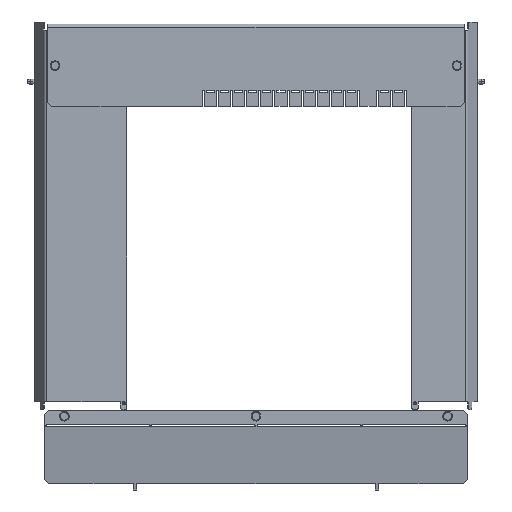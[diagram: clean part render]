
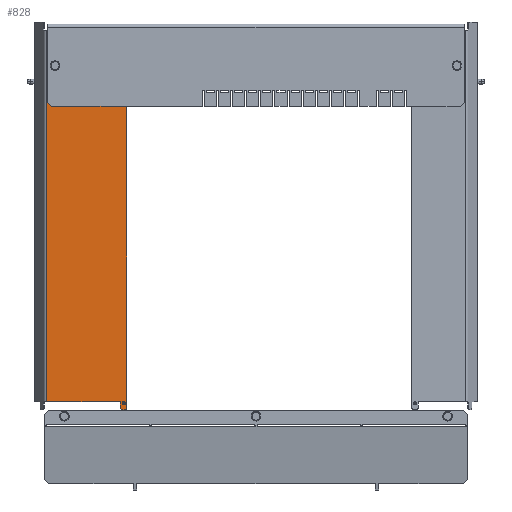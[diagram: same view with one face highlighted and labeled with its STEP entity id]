
A CAD part, top view. The second image highlights one B-rep face of the part: STEP entity #828.
In plain terms, the highlighted planar face has unit normal (0, 0, 1).
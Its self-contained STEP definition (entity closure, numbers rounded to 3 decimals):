
#828=ADVANCED_FACE('',(#1759,#1760,#1761),#1762,.T.);
#1759=FACE_OUTER_BOUND('',#2942,.T.);
#1760=FACE_BOUND('',#2943,.T.);
#1761=FACE_BOUND('',#2944,.T.);
#1762=PLANE('',#2945);
#2942=EDGE_LOOP('',(#4595,#4596,#4597,#4598,#4599,#4600,#4601,#4602,#4603,#4604,#4605,#4606,#4607));
#2943=EDGE_LOOP('',(#4608,#4609));
#2944=EDGE_LOOP('',(#4610,#4611));
#2945=AXIS2_PLACEMENT_3D('',#4612,#4613,#4614);
#4595=ORIENTED_EDGE('',*,*,#7586,.T.);
#4596=ORIENTED_EDGE('',*,*,#7596,.T.);
#4597=ORIENTED_EDGE('',*,*,#7616,.F.);
#4598=ORIENTED_EDGE('',*,*,#7617,.T.);
#4599=ORIENTED_EDGE('',*,*,#7618,.T.);
#4600=ORIENTED_EDGE('',*,*,#7619,.T.);
#4601=ORIENTED_EDGE('',*,*,#7620,.T.);
#4602=ORIENTED_EDGE('',*,*,#7621,.T.);
#4603=ORIENTED_EDGE('',*,*,#7622,.T.);
#4604=ORIENTED_EDGE('',*,*,#7623,.T.);
#4605=ORIENTED_EDGE('',*,*,#7624,.T.);
#4606=ORIENTED_EDGE('',*,*,#7614,.T.);
#4607=ORIENTED_EDGE('',*,*,#7625,.T.);
#4608=ORIENTED_EDGE('',*,*,#7548,.T.);
#4609=ORIENTED_EDGE('',*,*,#7626,.T.);
#4610=ORIENTED_EDGE('',*,*,#7627,.T.);
#4611=ORIENTED_EDGE('',*,*,#7563,.T.);
#4612=CARTESIAN_POINT('',(33.016,109.451,36.338));
#4613=DIRECTION('',(0.0,0.0,1.0));
#4614=DIRECTION('',(1.0,0.0,0.0));
#7548=EDGE_CURVE('',#9020,#9024,#9026,.T.);
#7563=EDGE_CURVE('',#9047,#9051,#9053,.T.);
#7586=EDGE_CURVE('',#9092,#9093,#9094,.T.);
#7596=EDGE_CURVE('',#9093,#9108,#9110,.T.);
#7614=EDGE_CURVE('',#9136,#9138,#9140,.T.);
#7616=EDGE_CURVE('',#9142,#9108,#9143,.T.);
#7617=EDGE_CURVE('',#9142,#9144,#9145,.T.);
#7618=EDGE_CURVE('',#9144,#9146,#9147,.T.);
#7619=EDGE_CURVE('',#9146,#9148,#9149,.T.);
#7620=EDGE_CURVE('',#9148,#9150,#9151,.T.);
#7621=EDGE_CURVE('',#9150,#9152,#9153,.T.);
#7622=EDGE_CURVE('',#9152,#9154,#9155,.T.);
#7623=EDGE_CURVE('',#9154,#9156,#9157,.T.);
#7624=EDGE_CURVE('',#9156,#9136,#9158,.T.);
#7625=EDGE_CURVE('',#9138,#9092,#9159,.T.);
#7626=EDGE_CURVE('',#9024,#9020,#9160,.T.);
#7627=EDGE_CURVE('',#9051,#9047,#9161,.T.);
#9020=VERTEX_POINT('',#11126);
#9024=VERTEX_POINT('',#11131);
#9026=CIRCLE('',#11134,2.7);
#9047=VERTEX_POINT('',#11159);
#9051=VERTEX_POINT('',#11164);
#9053=CIRCLE('',#11167,2.0);
#9092=VERTEX_POINT('',#11220);
#9093=VERTEX_POINT('',#11221);
#9094=CIRCLE('',#11222,3.0);
#9108=VERTEX_POINT('',#11241);
#9110=LINE('',#11243,#11244);
#9136=VERTEX_POINT('',#11278);
#9138=VERTEX_POINT('',#11281);
#9140=LINE('',#11284,#11285);
#9142=VERTEX_POINT('',#11287);
#9143=LINE('',#11288,#11289);
#9144=VERTEX_POINT('',#11290);
#9145=LINE('',#11291,#11292);
#9146=VERTEX_POINT('',#11293);
#9147=LINE('',#11294,#11295);
#9148=VERTEX_POINT('',#11296);
#9149=CIRCLE('',#11297,3.0);
#9150=VERTEX_POINT('',#11298);
#9151=LINE('',#11299,#11300);
#9152=VERTEX_POINT('',#11301);
#9153=CIRCLE('',#11302,3.);
#9154=VERTEX_POINT('',#11303);
#9155=LINE('',#11304,#11305);
#9156=VERTEX_POINT('',#11306);
#9157=CIRCLE('',#11307,3.);
#9158=LINE('',#11308,#11309);
#9159=LINE('',#11310,#11311);
#9160=CIRCLE('',#11312,2.7);
#9161=CIRCLE('',#11313,2.0);
#11126=CARTESIAN_POINT('',(37.21,525.951,36.338));
#11131=CARTESIAN_POINT('',(31.81,525.951,36.338));
#11134=AXIS2_PLACEMENT_3D('',#13756,#13757,#13758);
#11159=CARTESIAN_POINT('',(121.5,107.451,36.338));
#11164=CARTESIAN_POINT('',(117.5,107.451,36.338));
#11167=AXIS2_PLACEMENT_3D('',#13780,#13781,#13782);
#11220=CARTESIAN_POINT('',(42.0,566.951,36.338));
#11221=CARTESIAN_POINT('',(39.0,569.951,36.338));
#11222=AXIS2_PLACEMENT_3D('',#13809,#13810,#13811);
#11241=CARTESIAN_POINT('',(24.031,569.951,36.338));
#11243=CARTESIAN_POINT('',(33.058,569.951,36.338));
#11244=VECTOR('',#13826,1.0);
#11278=CARTESIAN_POINT('',(52.,485.451,36.338));
#11281=CARTESIAN_POINT('',(42.0,495.451,36.338));
#11284=CARTESIAN_POINT('',(47.303,490.147,36.338));
#11285=VECTOR('',#13852,1.0);
#11287=CARTESIAN_POINT('',(24.031,109.451,36.338));
#11288=CARTESIAN_POINT('',(24.031,109.451,36.338));
#11289=VECTOR('',#13853,1.0);
#11290=CARTESIAN_POINT('',(115.5,109.451,36.338));
#11291=CARTESIAN_POINT('',(24.031,109.451,36.338));
#11292=VECTOR('',#13854,1.0);
#11293=CARTESIAN_POINT('',(115.5,102.451,36.338));
#11294=CARTESIAN_POINT('',(115.5,482.451,36.338));
#11295=VECTOR('',#13855,1.0);
#11296=CARTESIAN_POINT('',(118.5,99.451,36.338));
#11297=AXIS2_PLACEMENT_3D('',#13856,#13857,#13858);
#11298=CARTESIAN_POINT('',(120.5,99.451,36.338));
#11299=CARTESIAN_POINT('',(118.5,99.451,36.338));
#11300=VECTOR('',#13859,1.0);
#11301=CARTESIAN_POINT('',(123.5,102.451,36.338));
#11302=AXIS2_PLACEMENT_3D('',#13860,#13861,#13862);
#11303=CARTESIAN_POINT('',(123.5,482.451,36.338));
#11304=CARTESIAN_POINT('',(123.5,102.451,36.338));
#11305=VECTOR('',#13863,1.0);
#11306=CARTESIAN_POINT('',(120.5,485.451,36.338));
#11307=AXIS2_PLACEMENT_3D('',#13864,#13865,#13866);
#11308=CARTESIAN_POINT('',(120.5,485.451,36.338));
#11309=VECTOR('',#13867,1.0);
#11310=CARTESIAN_POINT('',(42.0,109.451,36.338));
#11311=VECTOR('',#13868,1.0);
#11312=AXIS2_PLACEMENT_3D('',#13869,#13870,#13871);
#11313=AXIS2_PLACEMENT_3D('',#13872,#13873,#13874);
#13756=CARTESIAN_POINT('',(34.51,525.951,36.338));
#13757=DIRECTION('',(0.0,0.0,-1.0));
#13758=DIRECTION('',(1.0,0.0,0.0));
#13780=CARTESIAN_POINT('',(119.5,107.451,36.338));
#13781=DIRECTION('',(0.0,-0.0,-1.0));
#13782=DIRECTION('',(1.0,0.,0.0));
#13809=CARTESIAN_POINT('',(39.0,566.951,36.338));
#13810=DIRECTION('',(0.0,0.0,1.0));
#13811=DIRECTION('',(1.0,0.,0.0));
#13826=DIRECTION('',(-1.0,0.0,0.0));
#13852=DIRECTION('',(-0.707,0.707,0.0));
#13853=DIRECTION('',(0.0,1.0,0.0));
#13854=DIRECTION('',(1.0,0.0,0.0));
#13855=DIRECTION('',(0.0,-1.0,0.0));
#13856=CARTESIAN_POINT('',(118.5,102.451,36.338));
#13857=DIRECTION('',(0.0,0.0,1.0));
#13858=DIRECTION('',(-1.0,0.,0.0));
#13859=DIRECTION('',(1.0,0.0,0.0));
#13860=CARTESIAN_POINT('',(120.5,102.451,36.338));
#13861=DIRECTION('',(0.0,0.0,1.0));
#13862=DIRECTION('',(0.,-1.0,0.0));
#13863=DIRECTION('',(0.0,1.0,0.0));
#13864=CARTESIAN_POINT('',(120.5,482.451,36.338));
#13865=DIRECTION('',(0.0,0.0,1.0));
#13866=DIRECTION('',(1.0,0.0,0.0));
#13867=DIRECTION('',(-1.0,0.0,0.0));
#13868=DIRECTION('',(0.0,1.0,0.0));
#13869=CARTESIAN_POINT('',(34.51,525.951,36.338));
#13870=DIRECTION('',(0.0,0.0,-1.0));
#13871=DIRECTION('',(1.0,0.0,0.0));
#13872=CARTESIAN_POINT('',(119.5,107.451,36.338));
#13873=DIRECTION('',(0.0,-0.0,-1.0));
#13874=DIRECTION('',(1.0,0.,0.0));
